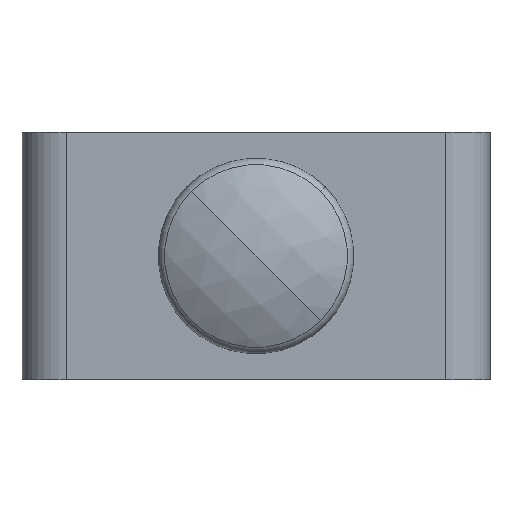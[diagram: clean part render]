
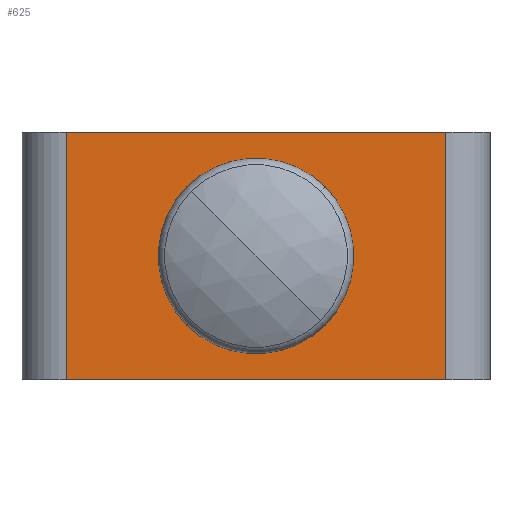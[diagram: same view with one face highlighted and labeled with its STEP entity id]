
A CAD part, front view. The second image highlights one B-rep face of the part: STEP entity #625.
In plain terms, the highlighted planar face has unit normal (0, -1, 0).
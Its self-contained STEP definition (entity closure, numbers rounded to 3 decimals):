
#43 = DIRECTION ( 'NONE',  ( -1., 0., 0. ) ) ;
#51 = CARTESIAN_POINT ( 'NONE',  ( 13.75, 0., 18. ) ) ;
#69 = DIRECTION ( 'NONE',  ( 0., 0., -1. ) ) ;
#73 = CARTESIAN_POINT ( 'NONE',  ( -17., 0., 0. ) ) ;
#125 = EDGE_CURVE ( 'NONE', #847, #1896, #927, .T. ) ;
#189 = EDGE_CURVE ( 'NONE', #899, #1834, #3490, .T. ) ;
#290 = ORIENTED_EDGE ( 'NONE', *, *, #189, .T. ) ;
#296 = VECTOR ( 'NONE', #2466, 1000. ) ;
#359 = LINE ( 'NONE', #410, #377 ) ;
#377 = VECTOR ( 'NONE', #3379, 1000. ) ;
#410 = CARTESIAN_POINT ( 'NONE',  ( -3.35, 0., 5.65 ) ) ;
#446 = EDGE_CURVE ( 'NONE', #1834, #558, #359, .T. ) ;
#450 = CARTESIAN_POINT ( 'NONE',  ( -3.35, 0., 12.35 ) ) ;
#475 = CARTESIAN_POINT ( 'NONE',  ( -13.75, 0., 0. ) ) ;
#520 = CARTESIAN_POINT ( 'NONE',  ( -3.35, 0., 12.35 ) ) ;
#558 = VERTEX_POINT ( 'NONE', #1699 ) ;
#618 = VECTOR ( 'NONE', #69, 1000. ) ;
#625 = ADVANCED_FACE ( 'NONE', ( #726, #1327 ), #2522, .T. ) ;
#674 = CARTESIAN_POINT ( 'NONE',  ( -13.75, 0., 18. ) ) ;
#726 = FACE_BOUND ( 'NONE', #1672, .T. ) ;
#763 = EDGE_CURVE ( 'NONE', #3316, #899, #1776, .T. ) ;
#798 = ORIENTED_EDGE ( 'NONE', *, *, #1359, .F. ) ;
#830 = DIRECTION ( 'NONE',  ( 0., 0., -1. ) ) ;
#847 = VERTEX_POINT ( 'NONE', #2615 ) ;
#882 = VERTEX_POINT ( 'NONE', #2107 ) ;
#899 = VERTEX_POINT ( 'NONE', #3627 ) ;
#927 = LINE ( 'NONE', #1523, #3241 ) ;
#1024 = ORIENTED_EDGE ( 'NONE', *, *, #1743, .F. ) ;
#1026 = CARTESIAN_POINT ( 'NONE',  ( 3.35, 0., 12.35 ) ) ;
#1036 = VECTOR ( 'NONE', #1849, 1000. ) ;
#1058 = VERTEX_POINT ( 'NONE', #475 ) ;
#1079 = CARTESIAN_POINT ( 'NONE',  ( -3.35, 0., 12.35 ) ) ;
#1100 = EDGE_CURVE ( 'NONE', #558, #3316, #2569, .T. ) ;
#1287 = VECTOR ( 'NONE', #2271, 1000. ) ;
#1323 = ORIENTED_EDGE ( 'NONE', *, *, #1100, .T. ) ;
#1327 = FACE_OUTER_BOUND ( 'NONE', #3819, .T. ) ;
#1359 = EDGE_CURVE ( 'NONE', #882, #1058, #2152, .T. ) ;
#1364 = AXIS2_PLACEMENT_3D ( 'NONE', #2222, #3416, #1639 ) ;
#1523 = CARTESIAN_POINT ( 'NONE',  ( -17., 0., 18. ) ) ;
#1639 = DIRECTION ( 'NONE',  ( 0., 0., -1. ) ) ;
#1672 = EDGE_LOOP ( 'NONE', ( #290, #2852, #1323, #3710 ) ) ;
#1699 = CARTESIAN_POINT ( 'NONE',  ( -3.35, 0., 5.65 ) ) ;
#1743 = EDGE_CURVE ( 'NONE', #847, #882, #2433, .T. ) ;
#1776 = LINE ( 'NONE', #520, #2100 ) ;
#1834 = VERTEX_POINT ( 'NONE', #1843 ) ;
#1843 = CARTESIAN_POINT ( 'NONE',  ( 3.35, 0., 5.65 ) ) ;
#1849 = DIRECTION ( 'NONE',  ( -1., 0., 0. ) ) ;
#1896 = VERTEX_POINT ( 'NONE', #2815 ) ;
#2100 = VECTOR ( 'NONE', #3585, 1000. ) ;
#2107 = CARTESIAN_POINT ( 'NONE',  ( 13.75, 0., 0. ) ) ;
#2152 = LINE ( 'NONE', #73, #1036 ) ;
#2222 = CARTESIAN_POINT ( 'NONE',  ( -17., 0., 18. ) ) ;
#2271 = DIRECTION ( 'NONE',  ( 0., 0., 1. ) ) ;
#2433 = LINE ( 'NONE', #51, #618 ) ;
#2466 = DIRECTION ( 'NONE',  ( 0., 0., -1. ) ) ;
#2522 = PLANE ( 'NONE',  #1364 ) ;
#2569 = LINE ( 'NONE', #1079, #1287 ) ;
#2615 = CARTESIAN_POINT ( 'NONE',  ( 13.75, 0., 18. ) ) ;
#2815 = CARTESIAN_POINT ( 'NONE',  ( -13.75, 0., 18. ) ) ;
#2852 = ORIENTED_EDGE ( 'NONE', *, *, #446, .T. ) ;
#3118 = VECTOR ( 'NONE', #830, 1000. ) ;
#3241 = VECTOR ( 'NONE', #43, 1000. ) ;
#3316 = VERTEX_POINT ( 'NONE', #450 ) ;
#3332 = EDGE_CURVE ( 'NONE', #1896, #1058, #3341, .T. ) ;
#3341 = LINE ( 'NONE', #674, #296 ) ;
#3379 = DIRECTION ( 'NONE',  ( -1., 0., 0. ) ) ;
#3416 = DIRECTION ( 'NONE',  ( 0., -1., 0. ) ) ;
#3426 = ORIENTED_EDGE ( 'NONE', *, *, #125, .T. ) ;
#3490 = LINE ( 'NONE', #1026, #3118 ) ;
#3523 = ORIENTED_EDGE ( 'NONE', *, *, #3332, .T. ) ;
#3585 = DIRECTION ( 'NONE',  ( 1., 0., 0. ) ) ;
#3627 = CARTESIAN_POINT ( 'NONE',  ( 3.35, 0., 12.35 ) ) ;
#3710 = ORIENTED_EDGE ( 'NONE', *, *, #763, .T. ) ;
#3819 = EDGE_LOOP ( 'NONE', ( #798, #1024, #3426, #3523 ) ) ;
